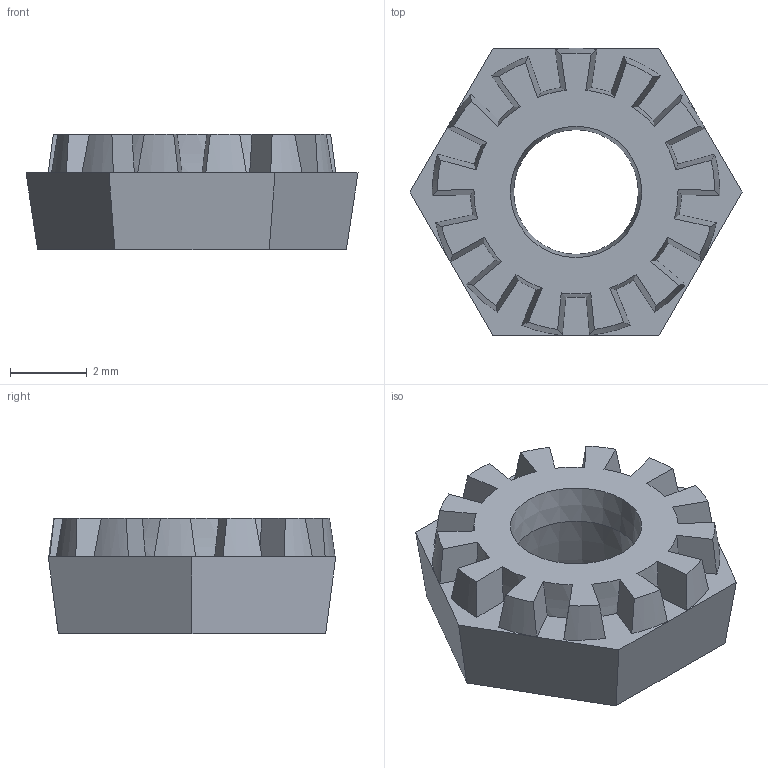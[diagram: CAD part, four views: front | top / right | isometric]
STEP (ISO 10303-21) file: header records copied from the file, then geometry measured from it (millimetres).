
FILE_DESCRIPTION(/* description */ (''),/* implementation_level */ '2;1');
FILE_NAME(/* name */ 'Insert.step',/* time_stamp */ '2021-04-10T09:12:10-07:00',/* author */ (''),/* organization */ (''),/* preprocessor_version */ 'ST-DEVELOPER v18.1',/* originating_system */ 'Autodesk Translation Framework v10.6.0.1341',/* authorisation */ '');
FILE_SCHEMA (('AUTOMOTIVE_DESIGN { 1 0 10303 214 3 1 1 }'));
Length unit declared in the file: millimetre
Products named in the file (1): Insert
Bounding box: 8.66 x 7.5 x 3 mm (x, y, z)
Volume: 95.3 mm3; surface area: 195.1 mm2
Topology: 1 solids, 1 shells, 67 faces, 191 edges, 126 vertices
Faces by surface type: plane 38, cone 28, cylinder 1
Entity records: 2239 total; most frequent: CARTESIAN_POINT 437, DIRECTION 389, ORIENTED_EDGE 382, EDGE_CURVE 191, AXIS2_PLACEMENT_3D 156, VERTEX_POINT 126, LINE 77, VECTOR 77
